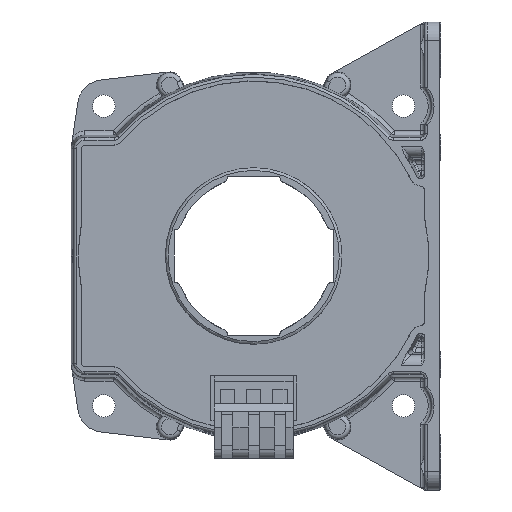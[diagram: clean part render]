
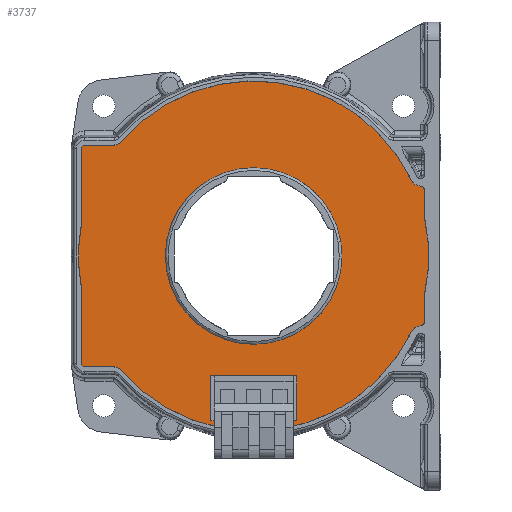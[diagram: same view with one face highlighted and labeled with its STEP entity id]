
A CAD part, front view. The second image highlights one B-rep face of the part: STEP entity #3737.
In plain terms, the highlighted planar face has unit normal (0, -1, 0).
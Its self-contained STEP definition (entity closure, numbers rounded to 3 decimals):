
#2987=PLANE('',#19847);
#3737=ADVANCED_FACE('',(#4097,#4098,#4099),#2987,.F.);
#3883=ELLIPSE('',#18919,0.8,0.8);
#3885=ELLIPSE('',#18923,2.,2.);
#3887=ELLIPSE('',#18929,2.,2.);
#3889=ELLIPSE('',#18932,0.8,0.8);
#3891=ELLIPSE('',#18940,0.8,0.8);
#3893=ELLIPSE('',#18943,2.,2.);
#3895=ELLIPSE('',#18949,2.,2.);
#3897=ELLIPSE('',#18952,0.8,0.8);
#4097=FACE_BOUND('',#4878,.T.);
#4098=FACE_BOUND('',#4879,.T.);
#4099=FACE_BOUND('',#4880,.T.);
#4878=EDGE_LOOP('',(#8347));
#4879=EDGE_LOOP('',(#8348,#8349,#8350,#8351,#8352,#8353,#8354,#8355,#8356,
#8357,#8358,#8359,#8360,#8361,#8362,#8363,#8364,#8365));
#4880=EDGE_LOOP('',(#8366,#8367,#8368,#8369));
#8347=ORIENTED_EDGE('',*,*,#10230,.F.);
#8348=ORIENTED_EDGE('',*,*,#10185,.T.);
#8349=ORIENTED_EDGE('',*,*,#11075,.T.);
#8350=ORIENTED_EDGE('',*,*,#10181,.F.);
#8351=ORIENTED_EDGE('',*,*,#11077,.T.);
#8352=ORIENTED_EDGE('',*,*,#10225,.T.);
#8353=ORIENTED_EDGE('',*,*,#11076,.T.);
#8354=ORIENTED_EDGE('',*,*,#10222,.T.);
#8355=ORIENTED_EDGE('',*,*,#10219,.F.);
#8356=ORIENTED_EDGE('',*,*,#10216,.T.);
#8357=ORIENTED_EDGE('',*,*,#10213,.T.);
#8358=ORIENTED_EDGE('',*,*,#10210,.T.);
#8359=ORIENTED_EDGE('',*,*,#10207,.F.);
#8360=ORIENTED_EDGE('',*,*,#10204,.T.);
#8361=ORIENTED_EDGE('',*,*,#10201,.T.);
#8362=ORIENTED_EDGE('',*,*,#10198,.T.);
#8363=ORIENTED_EDGE('',*,*,#10195,.F.);
#8364=ORIENTED_EDGE('',*,*,#10192,.T.);
#8365=ORIENTED_EDGE('',*,*,#10189,.T.);
#8366=ORIENTED_EDGE('',*,*,#11850,.F.);
#8367=ORIENTED_EDGE('',*,*,#11851,.T.);
#8368=ORIENTED_EDGE('',*,*,#11852,.T.);
#8369=ORIENTED_EDGE('',*,*,#11853,.F.);
#8904=VERTEX_POINT('',#24809);
#8905=VERTEX_POINT('',#24810);
#8908=VERTEX_POINT('',#24828);
#8909=VERTEX_POINT('',#24829);
#8912=VERTEX_POINT('',#24837);
#8914=VERTEX_POINT('',#24846);
#8916=VERTEX_POINT('',#24855);
#8918=VERTEX_POINT('',#24864);
#8920=VERTEX_POINT('',#24873);
#8922=VERTEX_POINT('',#24882);
#8924=VERTEX_POINT('',#24891);
#8926=VERTEX_POINT('',#24900);
#8928=VERTEX_POINT('',#24909);
#8930=VERTEX_POINT('',#24918);
#8932=VERTEX_POINT('',#24927);
#8934=VERTEX_POINT('',#24936);
#8936=VERTEX_POINT('',#24945);
#8937=VERTEX_POINT('',#24946);
#8941=VERTEX_POINT('',#24956);
#9991=VERTEX_POINT('',#32383);
#9992=VERTEX_POINT('',#32384);
#9993=VERTEX_POINT('',#32386);
#9994=VERTEX_POINT('',#32388);
#10181=EDGE_CURVE('',#8904,#8905,#12697,.T.);
#10185=EDGE_CURVE('',#8908,#8909,#3883,.T.);
#10189=EDGE_CURVE('',#8912,#8908,#14865,.T.);
#10192=EDGE_CURVE('',#8914,#8912,#3885,.T.);
#10195=EDGE_CURVE('',#8914,#8916,#12699,.T.);
#10198=EDGE_CURVE('',#8918,#8916,#3887,.T.);
#10201=EDGE_CURVE('',#8920,#8918,#3889,.T.);
#10204=EDGE_CURVE('',#8922,#8920,#14867,.T.);
#10207=EDGE_CURVE('',#8922,#8924,#12701,.T.);
#10210=EDGE_CURVE('',#8926,#8924,#14869,.T.);
#10213=EDGE_CURVE('',#8928,#8926,#3891,.T.);
#10216=EDGE_CURVE('',#8930,#8928,#3893,.T.);
#10219=EDGE_CURVE('',#8930,#8932,#12703,.T.);
#10222=EDGE_CURVE('',#8934,#8932,#3895,.T.);
#10225=EDGE_CURVE('',#8936,#8937,#3897,.T.);
#10230=EDGE_CURVE('',#8941,#8941,#12706,.T.);
#11075=EDGE_CURVE('',#8909,#8905,#15221,.T.);
#11076=EDGE_CURVE('',#8937,#8934,#15222,.T.);
#11077=EDGE_CURVE('',#8904,#8936,#15223,.T.);
#11850=EDGE_CURVE('',#9991,#9992,#15771,.T.);
#11851=EDGE_CURVE('',#9991,#9993,#15772,.T.);
#11852=EDGE_CURVE('',#9993,#9994,#15773,.T.);
#11853=EDGE_CURVE('',#9992,#9994,#15774,.T.);
#12697=CIRCLE('',#18916,33.29);
#12699=CIRCLE('',#18926,33.283);
#12701=CIRCLE('',#18936,33.29);
#12703=CIRCLE('',#18946,33.283);
#12706=CIRCLE('',#18956,16.788);
#14865=LINE('',#24836,#16383);
#14867=LINE('',#24881,#16385);
#14869=LINE('',#24899,#16387);
#15221=LINE('',#29244,#16739);
#15222=LINE('',#29246,#16740);
#15223=LINE('',#29248,#16741);
#15771=LINE('',#32382,#17352);
#15772=LINE('',#32385,#17353);
#15773=LINE('',#32387,#17354);
#15774=LINE('',#32389,#17355);
#16383=VECTOR('',#20416,1.);
#16385=VECTOR('',#20444,1.);
#16387=VECTOR('',#20454,1.);
#16739=VECTOR('',#21854,1.);
#16740=VECTOR('',#21857,1.);
#16741=VECTOR('',#21860,1.);
#17352=VECTOR('',#23235,1.);
#17353=VECTOR('',#23236,1.);
#17354=VECTOR('',#23237,1.);
#17355=VECTOR('',#23238,1.);
#18916=AXIS2_PLACEMENT_3D('',#24808,#20402,#20403);
#18919=AXIS2_PLACEMENT_3D('',#24827,#20408,#20409);
#18923=AXIS2_PLACEMENT_3D('',#24845,#20420,#20421);
#18926=AXIS2_PLACEMENT_3D('',#24854,#20426,#20427);
#18929=AXIS2_PLACEMENT_3D('',#24863,#20432,#20433);
#18932=AXIS2_PLACEMENT_3D('',#24872,#20438,#20439);
#18936=AXIS2_PLACEMENT_3D('',#24890,#20448,#20449);
#18940=AXIS2_PLACEMENT_3D('',#24908,#20458,#20459);
#18943=AXIS2_PLACEMENT_3D('',#24917,#20464,#20465);
#18946=AXIS2_PLACEMENT_3D('',#24926,#20470,#20471);
#18949=AXIS2_PLACEMENT_3D('',#24935,#20476,#20477);
#18952=AXIS2_PLACEMENT_3D('',#24944,#20482,#20483);
#18956=AXIS2_PLACEMENT_3D('',#24955,#20492,#20493);
#19847=AXIS2_PLACEMENT_3D('',#32390,#23239,#23240);
#20402=DIRECTION('',(0.,1.,0.));
#20403=DIRECTION('',(-0.985,0.,-0.174));
#20408=DIRECTION('',(0.,-1.,0.));
#20409=DIRECTION('',(-0.707,0.,0.707));
#20416=DIRECTION('',(-1.,0.,0.));
#20420=DIRECTION('',(0.,1.,0.));
#20421=DIRECTION('',(0.417,0.,-0.909));
#20426=DIRECTION('',(0.,1.,0.));
#20427=DIRECTION('',(0.,0.,1.));
#20432=DIRECTION('',(0.,1.,0.));
#20433=DIRECTION('',(-0.534,0.,-0.846));
#20438=DIRECTION('',(0.,-1.,0.));
#20439=DIRECTION('',(0.717,0.,0.698));
#20444=DIRECTION('',(0.,0.,1.));
#20448=DIRECTION('',(0.,1.,0.));
#20449=DIRECTION('',(0.976,0.,0.219));
#20454=DIRECTION('',(0.,0.,1.));
#20458=DIRECTION('',(0.,-1.,0.));
#20459=DIRECTION('',(0.717,0.,-0.698));
#20464=DIRECTION('',(0.,1.,0.));
#20465=DIRECTION('',(-0.534,0.,0.846));
#20470=DIRECTION('',(0.,1.,0.));
#20471=DIRECTION('',(0.901,0.,-0.433));
#20476=DIRECTION('',(0.,1.,0.));
#20477=DIRECTION('',(0.417,0.,0.909));
#20482=DIRECTION('',(0.,-1.,0.));
#20483=DIRECTION('',(0.707,0.,0.707));
#20492=DIRECTION('',(0.,-1.,0.));
#20493=DIRECTION('',(-1.,0.,0.));
#21854=DIRECTION('',(0.,0.,-1.));
#21857=DIRECTION('',(1.,0.,0.));
#21860=DIRECTION('',(0.,0.,-1.));
#23235=DIRECTION('',(0.,0.,-1.));
#23236=DIRECTION('',(1.,0.,0.));
#23237=DIRECTION('',(0.,0.,-1.));
#23238=DIRECTION('',(1.,0.,0.));
#23239=DIRECTION('',(0.,1.,0.));
#23240=DIRECTION('',(0.,0.,-1.));
#24808=CARTESIAN_POINT('',(0.,5.3,0.));
#24809=CARTESIAN_POINT('',(-32.783,5.3,-5.792));
#24810=CARTESIAN_POINT('',(-32.783,5.3,5.792));
#24827=CARTESIAN_POINT('',(-31.982,5.3,20.282));
#24828=CARTESIAN_POINT('',(-31.983,5.3,21.083));
#24829=CARTESIAN_POINT('',(-32.783,5.3,20.283));
#24836=CARTESIAN_POINT('',(-29.228,5.3,21.083));
#24837=CARTESIAN_POINT('',(-26.684,5.3,21.083));
#24845=CARTESIAN_POINT('',(-26.685,5.3,23.083));
#24846=CARTESIAN_POINT('',(-25.172,5.3,21.774));
#24854=CARTESIAN_POINT('',(0.,5.3,0.));
#24855=CARTESIAN_POINT('',(29.998,5.3,14.416));
#24863=CARTESIAN_POINT('',(31.801,5.3,15.283));
#24864=CARTESIAN_POINT('',(31.716,5.3,13.284));
#24872=CARTESIAN_POINT('',(31.682,5.3,12.485));
#24873=CARTESIAN_POINT('',(32.483,5.3,12.486));
#24881=CARTESIAN_POINT('',(32.483,5.3,9.817));
#24882=CARTESIAN_POINT('',(32.483,5.3,7.289));
#24890=CARTESIAN_POINT('',(0.,5.3,0.));
#24891=CARTESIAN_POINT('',(32.483,5.3,-7.289));
#24899=CARTESIAN_POINT('',(32.483,5.3,-9.817));
#24900=CARTESIAN_POINT('',(32.483,5.3,-12.486));
#24908=CARTESIAN_POINT('',(31.682,5.3,-12.485));
#24909=CARTESIAN_POINT('',(31.712,5.3,-13.284));
#24917=CARTESIAN_POINT('',(31.801,5.3,-15.283));
#24918=CARTESIAN_POINT('',(29.998,5.3,-14.416));
#24926=CARTESIAN_POINT('',(0.,5.3,0.));
#24927=CARTESIAN_POINT('',(-25.172,5.3,-21.774));
#24935=CARTESIAN_POINT('',(-26.685,5.3,-23.083));
#24936=CARTESIAN_POINT('',(-26.684,5.3,-21.083));
#24944=CARTESIAN_POINT('',(-31.982,5.3,-20.282));
#24945=CARTESIAN_POINT('',(-32.783,5.3,-20.283));
#24946=CARTESIAN_POINT('',(-31.983,5.3,-21.083));
#24955=CARTESIAN_POINT('',(0.,5.3,0.));
#24956=CARTESIAN_POINT('',(-16.788,5.3,0.));
#29244=CARTESIAN_POINT('',(-32.783,5.3,20.283));
#29246=CARTESIAN_POINT('',(0.005,5.3,-21.083));
#29248=CARTESIAN_POINT('',(-32.783,5.3,-5.792));
#32382=CARTESIAN_POINT('',(-8.15,5.3,0.));
#32383=CARTESIAN_POINT('',(-8.15,5.3,-22.8));
#32384=CARTESIAN_POINT('',(-8.15,5.3,-30.7));
#32385=CARTESIAN_POINT('',(0.005,5.3,-22.8));
#32386=CARTESIAN_POINT('',(8.15,5.3,-22.8));
#32387=CARTESIAN_POINT('',(8.15,5.3,0.));
#32388=CARTESIAN_POINT('',(8.15,5.3,-30.7));
#32389=CARTESIAN_POINT('',(0.005,5.3,-30.7));
#32390=CARTESIAN_POINT('',(0.005,5.3,0.));
